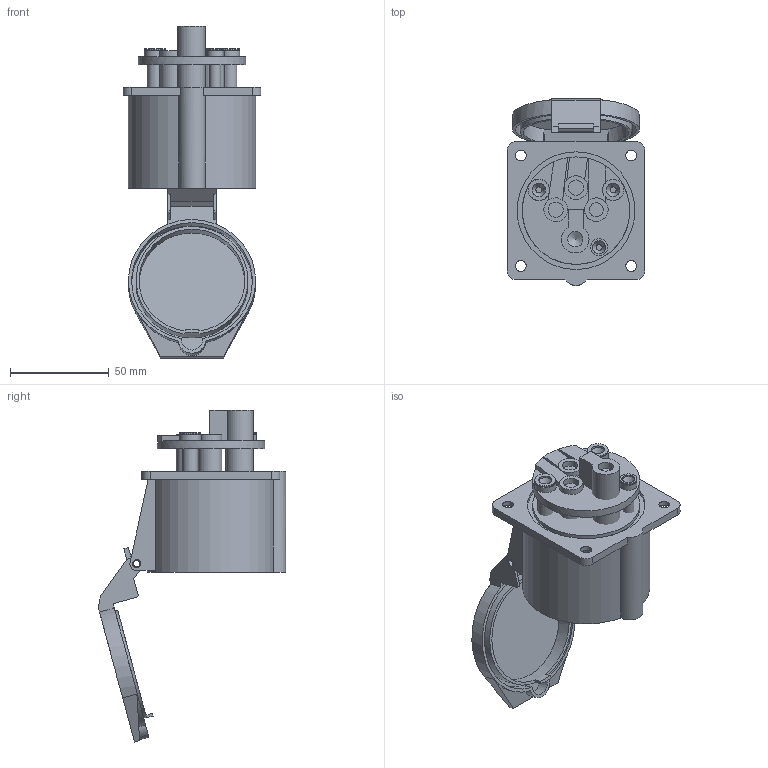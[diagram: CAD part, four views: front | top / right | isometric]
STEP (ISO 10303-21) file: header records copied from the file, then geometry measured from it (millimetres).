
FILE_DESCRIPTION(/* description */ (''),/* implementation_level */ '2;1');
FILE_NAME(/* name */ 'FNP2-324_stp.stp',/* time_stamp */ '2025-03-01T15:12:25+08:00',/* author */ (''),/* organization */ (''),/* preprocessor_version */ 'ST-DEVELOPER v16',/* originating_system */ 'SIEMENS PLM Software NX 10.0',/* authorisation */ '');
FILE_SCHEMA (('AUTOMOTIVE_DESIGN { 1 0 10303 214 3 1 1 1 }'));
Length unit declared in the file: millimetre
Products named in the file (1): Admi89E8012Efnpw
Bounding box: 70 x 95 x 168.43 mm (x, y, z)
Volume: 169393.7 mm3; surface area: 73781.9 mm2
Topology: 15 solids, 15 shells, 216 faces, 480 edges, 319 vertices
Faces by surface type: plane 129, cylinder 69, cone 13, torus 5
Full cylindrical faces by diameter (mm): 3.3 x1, 4.059 x4, 5.5 x4, 5.66 x1, 6.609 x3, 7 x1, 7.3 x3, 7.7 x2, 7.8 x8, 8.66 x2, 9.4 x2, 10.7 x3, 10.9 x1, 12 x6, 14 x5, 46.6 x1, 53.7 x1, 54.5 x2, 56.7 x1, 59.678 x1
Entity records: 5711 total; most frequent: DIRECTION 988, CARTESIAN_POINT 898, ORIENTED_EDGE 762, AXIS2_PLACEMENT_3D 391, EDGE_CURVE 381, EDGE_LOOP 331, VERTEX_POINT 295, FACE_BOUND 230
